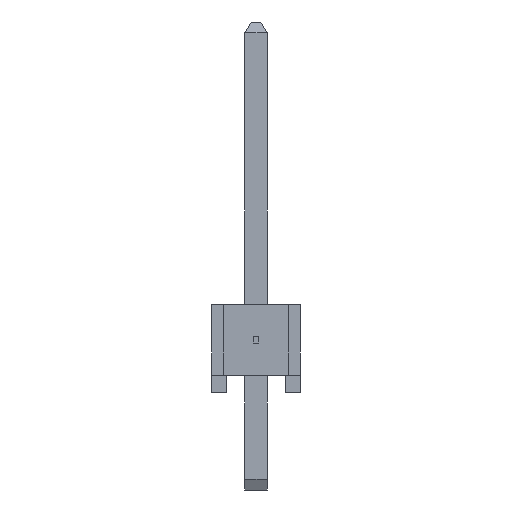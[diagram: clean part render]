
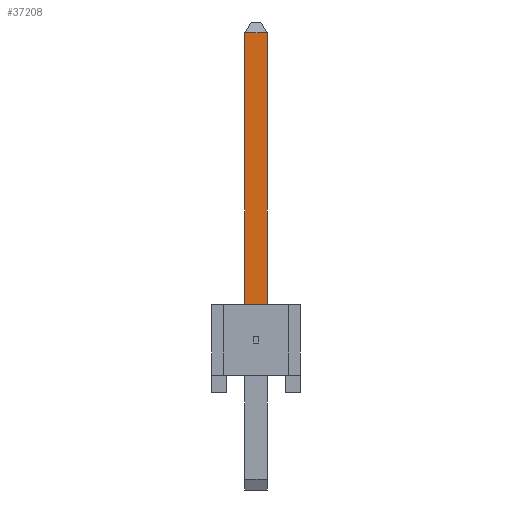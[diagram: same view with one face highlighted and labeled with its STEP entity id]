
A CAD part, left-side view. The second image highlights one B-rep face of the part: STEP entity #37208.
In plain terms, the highlighted planar face has unit normal (-1, 0, 0).
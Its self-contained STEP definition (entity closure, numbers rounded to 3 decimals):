
#37208 = ADVANCED_FACE('',(#37209),#37243,.F.);
#37209 = FACE_BOUND('',#37210,.T.);
#37210 = EDGE_LOOP('',(#37211,#37221,#37229,#37237));
#37211 = ORIENTED_EDGE('',*,*,#37212,.T.);
#37212 = EDGE_CURVE('',#37213,#37215,#37217,.T.);
#37213 = VERTEX_POINT('',#37214);
#37214 = CARTESIAN_POINT('',(-37.148,13.157,0.318));
#37215 = VERTEX_POINT('',#37216);
#37216 = CARTESIAN_POINT('',(-37.148,13.157,-0.318));
#37217 = LINE('',#37218,#37219);
#37218 = CARTESIAN_POINT('',(-37.148,13.157,2.54));
#37219 = VECTOR('',#37220,1.);
#37220 = DIRECTION('',(0.,0.,-1.));
#37221 = ORIENTED_EDGE('',*,*,#37222,.T.);
#37222 = EDGE_CURVE('',#37215,#37223,#37225,.T.);
#37223 = VERTEX_POINT('',#37224);
#37224 = CARTESIAN_POINT('',(-37.148,4.191,-0.318));
#37225 = LINE('',#37226,#37227);
#37226 = CARTESIAN_POINT('',(-37.148,13.462,-0.318));
#37227 = VECTOR('',#37228,1.);
#37228 = DIRECTION('',(0.,-1.,0.));
#37229 = ORIENTED_EDGE('',*,*,#37230,.F.);
#37230 = EDGE_CURVE('',#37231,#37223,#37233,.T.);
#37231 = VERTEX_POINT('',#37232);
#37232 = CARTESIAN_POINT('',(-37.148,4.191,0.318));
#37233 = LINE('',#37234,#37235);
#37234 = CARTESIAN_POINT('',(-37.148,4.191,0.318));
#37235 = VECTOR('',#37236,1.);
#37236 = DIRECTION('',(0.,0.,-1.));
#37237 = ORIENTED_EDGE('',*,*,#37238,.F.);
#37238 = EDGE_CURVE('',#37213,#37231,#37239,.T.);
#37239 = LINE('',#37240,#37241);
#37240 = CARTESIAN_POINT('',(-37.148,13.462,0.318));
#37241 = VECTOR('',#37242,1.);
#37242 = DIRECTION('',(0.,-1.,0.));
#37243 = PLANE('',#37244);
#37244 = AXIS2_PLACEMENT_3D('',#37245,#37246,#37247);
#37245 = CARTESIAN_POINT('',(-37.148,13.462,0.318));
#37246 = DIRECTION('',(1.,0.,0.));
#37247 = DIRECTION('',(0.,0.,-1.));
